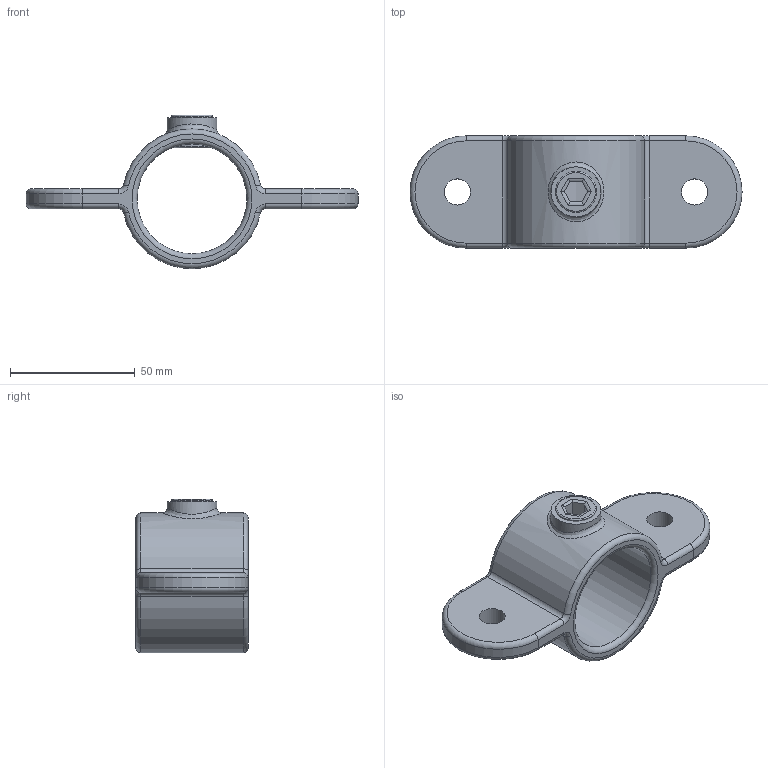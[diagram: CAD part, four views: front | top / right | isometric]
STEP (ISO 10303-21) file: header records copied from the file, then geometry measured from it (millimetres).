
FILE_DESCRIPTION (( 'STEP AP203' ), '1' );
FILE_NAME ('167M-C42.STEP', '2021-12-07T15:26:48', ( '' ), ( '' ), 'SwSTEP 2.0', 'SolidWorks 2018', '' );
FILE_SCHEMA (( 'CONFIG_CONTROL_DESIGN' ));
Length unit declared in the file: millimetre
Products named in the file (5): 167M-C42 Teil2; 167M-C42 Teil1; 167M-C42
Assembly tree (2 placements, depth 2):
  167M-C42
    167M-C42 Teil1
    167M-C42 Teil2
  167M-C42 Teil1
  167M-C42 Teil2
Bounding box: 133 x 45 x 61.5 mm (x, y, z)
Volume: 66335.5 mm3; surface area: 24174 mm2
Topology: 2 solids, 2 shells, 69 faces, 154 edges, 90 vertices
Faces by surface type: cylinder 34, torus 19, plane 15, bspline 1
Full cylindrical faces by diameter (mm): 10.5 x2, 15.25 x1, 16.5 x1, 20 x1, 44 x1
Entity records: 2855 total; most frequent: CARTESIAN_POINT 904, DIRECTION 344, ORIENTED_EDGE 284, AXIS2_PLACEMENT_3D 143, EDGE_CURVE 142, EDGE_LOOP 90, VERTEX_POINT 88, FACE_OUTER_BOUND 79
